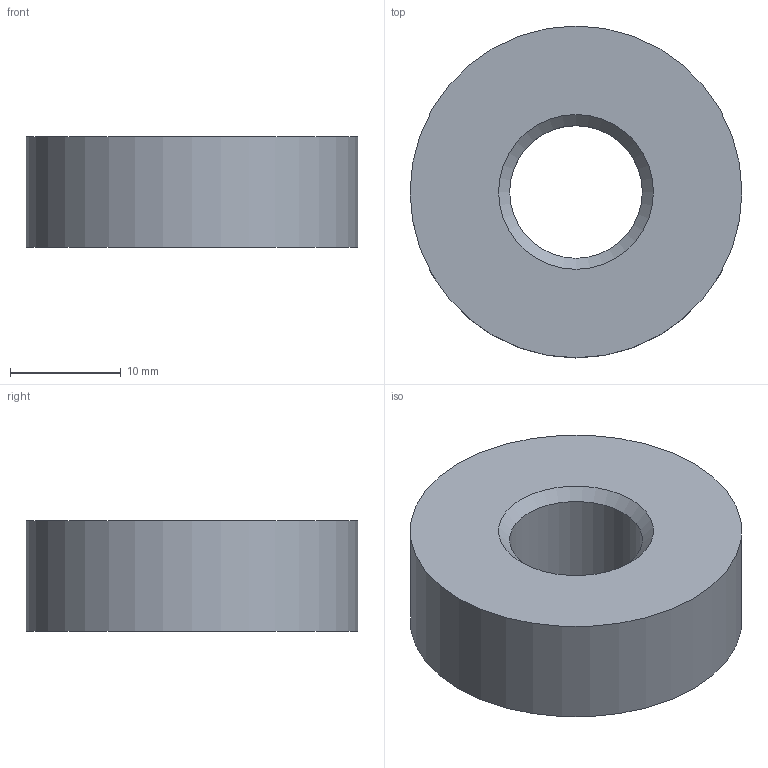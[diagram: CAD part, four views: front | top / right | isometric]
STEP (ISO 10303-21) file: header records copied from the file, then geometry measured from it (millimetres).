
FILE_DESCRIPTION(/* description */ (''),/* implementation_level */ '2;1');
FILE_NAME(/* name */ 'ASSC_07.step',/* time_stamp */ '2018-04-23T16:07:04+02:00',/* author */ (''),/* organization */ (''),/* preprocessor_version */ 'ST-DEVELOPER v17',/* originating_system */ 'Autodesk Translation Framework v7.1.0.215',/* authorisation */ '');
FILE_SCHEMA (('AUTOMOTIVE_DESIGN { 1 0 10303 214 3 1 1 }'));
Length unit declared in the file: millimetre
Products named in the file (1): Washer Thick
Bounding box: 30 x 30 x 10 mm (x, y, z)
Volume: 5917.7 mm3; surface area: 2486.2 mm2
Topology: 1 solids, 1 shells, 5 faces, 12 edges, 9 vertices
Faces by surface type: plane 2, cylinder 2, cone 1
Full cylindrical faces by diameter (mm): 12 x1, 30 x1
Entity records: 195 total; most frequent: DIRECTION 33, CARTESIAN_POINT 27, ORIENTED_EDGE 24, AXIS2_PLACEMENT_3D 15, EDGE_CURVE 12, CIRCLE 9, VERTEX_POINT 9, EDGE_LOOP 7
